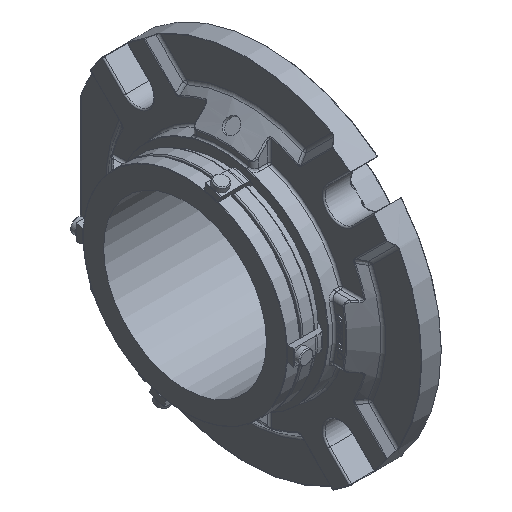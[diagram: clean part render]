
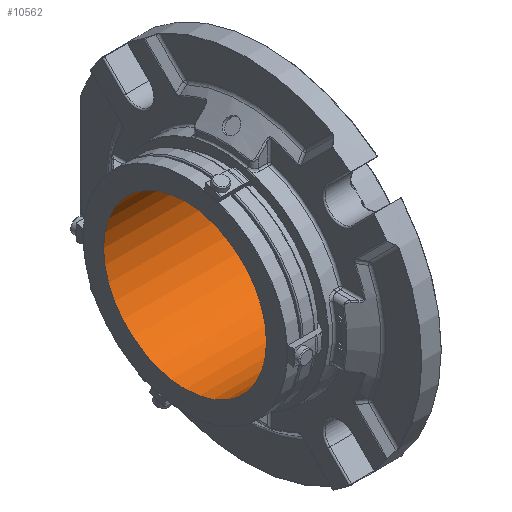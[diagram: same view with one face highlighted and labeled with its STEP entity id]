
A CAD part, isometric view. The second image highlights one B-rep face of the part: STEP entity #10562.
In plain terms, the highlighted cylindrical face has radius 58.737 mm (diameter 117.475 mm), a full revolution.
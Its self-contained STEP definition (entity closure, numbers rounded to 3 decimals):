
#2001=ORIENTED_EDGE('',*,*,#5229,.F.);
#2002=ORIENTED_EDGE('',*,*,#5230,.T.);
#5229=EDGE_CURVE('',#6843,#6843,#7903,.F.);
#5230=EDGE_CURVE('',#6844,#6844,#7904,.F.);
#6843=VERTEX_POINT('',#15503);
#6844=VERTEX_POINT('',#15505);
#7903=CIRCLE('',#11268,58.738);
#7904=CIRCLE('',#11269,58.738);
#8546=EDGE_LOOP('',(#2001));
#8547=EDGE_LOOP('',(#2002));
#9456=FACE_BOUND('',#8546,.T.);
#9457=FACE_BOUND('',#8547,.T.);
#10366=CYLINDRICAL_SURFACE('',#11267,58.738);
#10562=ADVANCED_FACE('',(#9456,#9457),#10366,.F.);
#11267=AXIS2_PLACEMENT_3D('',#15501,#12508,#12509);
#11268=AXIS2_PLACEMENT_3D('',#15502,#12510,#12511);
#11269=AXIS2_PLACEMENT_3D('',#15504,#12512,#12513);
#12508=DIRECTION('',(1.,0.,0.));
#12509=DIRECTION('',(0.,0.,-1.));
#12510=DIRECTION('',(1.,0.,0.));
#12511=DIRECTION('',(0.,0.,-1.));
#12512=DIRECTION('',(1.,0.,0.));
#12513=DIRECTION('',(0.,0.,-1.));
#15501=CARTESIAN_POINT('',(-2.164,0.,0.));
#15502=CARTESIAN_POINT('',(32.436,0.,0.));
#15503=CARTESIAN_POINT('',(32.436,0.,-58.738));
#15504=CARTESIAN_POINT('',(-59.957,0.,0.));
#15505=CARTESIAN_POINT('',(-59.957,0.,-58.738));
